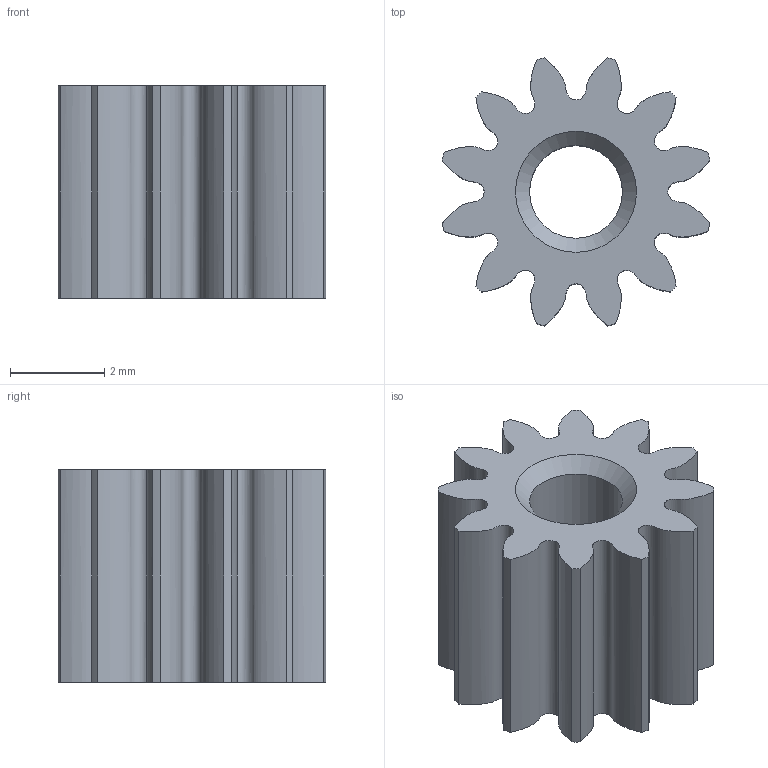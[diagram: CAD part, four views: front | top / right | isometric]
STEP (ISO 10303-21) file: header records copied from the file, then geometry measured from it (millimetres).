
FILE_DESCRIPTION(/* description */ (''),/* implementation_level */ '2;1');
FILE_NAME(/* name */ '276-2177-004 Rev1_MIR_MIR.ipt.step',/* time_stamp */ '2020-04-16T23:05:41-04:00',/* author */ ('Josef'),/* organization */ (''),/* preprocessor_version */ 'ST-DEVELOPER v17',/* originating_system */ 'Autodesk Inventor 2019',/* authorisation */ '');
FILE_SCHEMA (('AUTOMOTIVE_DESIGN { 1 0 10303 214 3 1 1 }'));
Length unit declared in the file: inch
Products named in the file (1): 276-2177-004 Rev1_MIR_MIR
Bounding box: 5.68 x 5.68 x 4.5 mm (x, y, z)
Volume: 71.8 mm3; surface area: 195.1 mm2
Topology: 1 solids, 1 shells, 28 faces, 80 edges, 54 vertices
Faces by surface type: cylinder 13, bspline 12, plane 2, cone 1
Full cylindrical faces by diameter (mm): 1.97 x1
Entity records: 10023 total; most frequent: CARTESIAN_POINT 9295, ORIENTED_EDGE 160, DIRECTION 120, EDGE_CURVE 80, VERTEX_POINT 54, AXIS2_PLACEMENT_3D 47, EDGE_LOOP 30, CIRCLE 30
